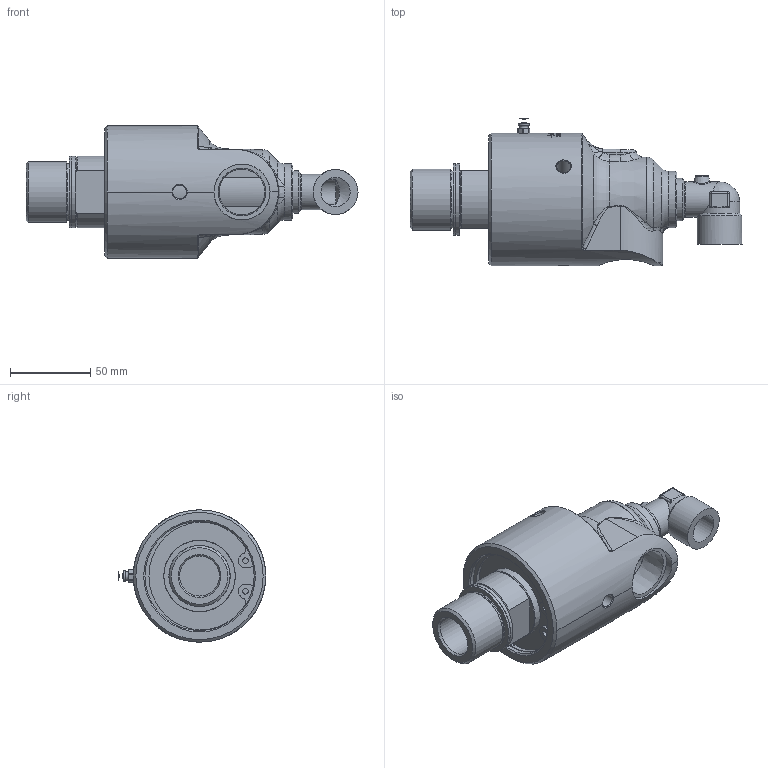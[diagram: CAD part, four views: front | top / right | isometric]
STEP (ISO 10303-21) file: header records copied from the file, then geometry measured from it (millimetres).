
FILE_DESCRIPTION(/* description */ (''),/* implementation_level */ '2;1');
FILE_NAME(/* name */ '355-000-019163-IC.stp',/* time_stamp */ '2020-05-17T18:33:41-05:00',/* author */ ('Moorera'),/* organization */ (''),/* preprocessor_version */ 'ST-DEVELOPER v18.1',/* originating_system */ 'Autodesk Inventor 2020',/* authorisation */ '');
FILE_SCHEMA (('AUTOMOTIVE_DESIGN { 1 0 10303 214 3 1 1 }'));
Length unit declared in the file: millimetre
Products named in the file (1): 355-000-019163-IC
Bounding box: 207.14 x 92.01 x 82.6 mm (x, y, z)
Volume: 503870.9 mm3; surface area: 59269 mm2
Topology: 1 solids, 2 shells, 569 faces, 1524 edges, 1003 vertices
Faces by surface type: bspline 271, plane 135, cylinder 97, cone 45, torus 12, sphere 9
Full cylindrical faces by diameter (mm): 2.005 x1, 3.444 x2, 3.5 x1, 5.359 x1, 8.6 x3, 15.88 x1, 18.25 x1, 22 x1, 25 x1, 28 x1, 28.575 x1, 34.9 x1, 38.052 x1, 38.25 x1, 44.5 x1, 44.65 x2, 68.1 x1
Entity records: 30070 total; most frequent: CARTESIAN_POINT 16939, ORIENTED_EDGE 3034, DIRECTION 2085, EDGE_CURVE 1517, VERTEX_POINT 1003, AXIS2_PLACEMENT_3D 804, EDGE_LOOP 622, FACE_OUTER_BOUND 569
